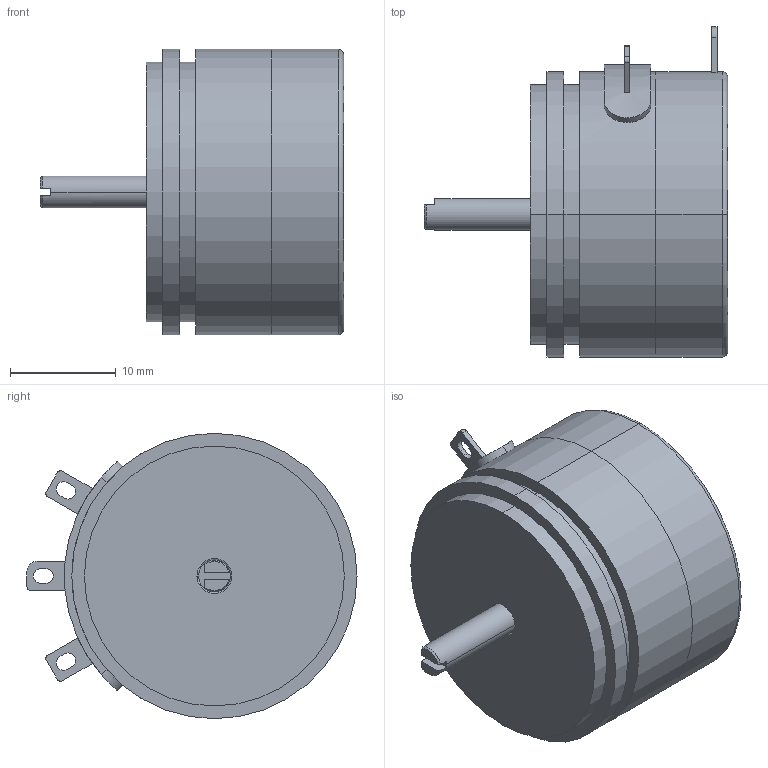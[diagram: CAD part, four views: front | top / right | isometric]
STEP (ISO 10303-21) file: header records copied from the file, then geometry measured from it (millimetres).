
FILE_DESCRIPTION (( 'STEP AP214' ), '1' );
FILE_NAME ('P22.STEP', '2012-04-03T09:29:32', ( 'dummy' ), ( 'Hewlett-Packard Company' ), 'SwSTEP 2.0', 'SolidWorks 2011', '' );
FILE_SCHEMA (( 'AUTOMOTIVE_DESIGN' ));
Length unit declared in the file: millimetre
Products named in the file (1): P22
Bounding box: 28.7 x 31.24 x 27 mm (x, y, z)
Surface area: 3471.4 mm2 (no closed solid volume)
Topology: 0 solids, 8 shells, 76 faces, 270 edges, 206 vertices
Faces by surface type: plane 37, cylinder 33, torus 4, cone 2
Entity records: 3966 total; most frequent: CARTESIAN_POINT 709, DIRECTION 530, ORIENTED_EDGE 432, EDGE_CURVE 270, VERTEX_POINT 206, AXIS2_PLACEMENT_3D 197, VECTOR 136, LINE 136
